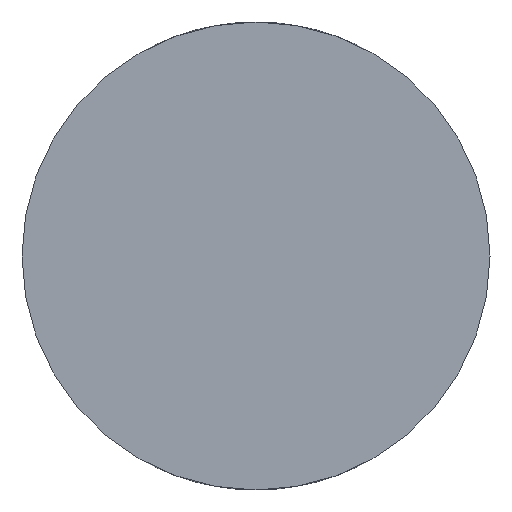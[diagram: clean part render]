
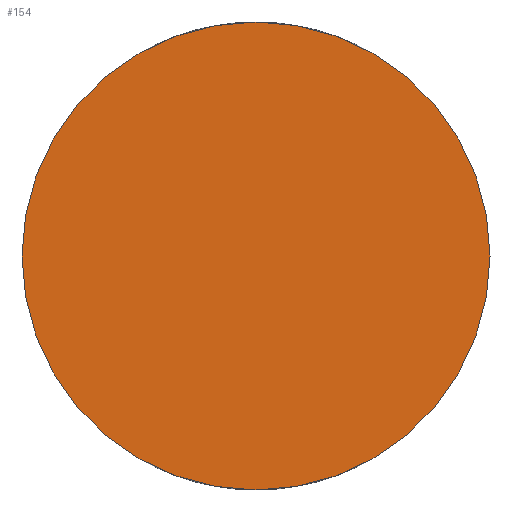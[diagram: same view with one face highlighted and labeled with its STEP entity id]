
A CAD part, left-side view. The second image highlights one B-rep face of the part: STEP entity #154.
In plain terms, the highlighted planar face has unit normal (-1, 0, 0).
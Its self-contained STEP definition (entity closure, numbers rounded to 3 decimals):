
#15 = DIRECTION ( 'NONE',  ( 0., 0., -1. ) ) ;
#21 = ORIENTED_EDGE ( 'NONE', *, *, #46, .T. ) ;
#22 = FACE_OUTER_BOUND ( 'NONE', #170, .T. ) ;
#29 = CARTESIAN_POINT ( 'NONE',  ( 57.532, 32.611, 12.5 ) ) ;
#46 = EDGE_CURVE ( 'NONE', #84, #52, #169, .T. ) ;
#52 = VERTEX_POINT ( 'NONE', #62 ) ;
#57 = ORIENTED_EDGE ( 'NONE', *, *, #60, .T. ) ;
#60 = EDGE_CURVE ( 'NONE', #52, #84, #92, .T. ) ;
#62 = CARTESIAN_POINT ( 'NONE',  ( 57.532, 32.611, -12.5 ) ) ;
#69 = CARTESIAN_POINT ( 'NONE',  ( 57.532, 32.611, 0. ) ) ;
#75 = DIRECTION ( 'NONE',  ( 1., 0., 0. ) ) ;
#76 = DIRECTION ( 'NONE',  ( -1., 0., 0. ) ) ;
#84 = VERTEX_POINT ( 'NONE', #29 ) ;
#86 = DIRECTION ( 'NONE',  ( 0., 0., 1. ) ) ;
#92 = CIRCLE ( 'NONE', #140, 12.5 ) ;
#103 = DIRECTION ( 'NONE',  ( -1., 0., 0. ) ) ;
#120 = CARTESIAN_POINT ( 'NONE',  ( 57.532, 32.611, 0. ) ) ;
#130 = AXIS2_PLACEMENT_3D ( 'NONE', #69, #103, #86 ) ;
#140 = AXIS2_PLACEMENT_3D ( 'NONE', #163, #76, #180 ) ;
#154 = ADVANCED_FACE ( 'NONE', ( #22 ), #176, .F. ) ;
#163 = CARTESIAN_POINT ( 'NONE',  ( 57.532, 32.611, 0. ) ) ;
#169 = CIRCLE ( 'NONE', #130, 12.5 ) ;
#170 = EDGE_LOOP ( 'NONE', ( #21, #57 ) ) ;
#176 = PLANE ( 'NONE',  #177 ) ;
#177 = AXIS2_PLACEMENT_3D ( 'NONE', #120, #75, #15 ) ;
#180 = DIRECTION ( 'NONE',  ( 0., 0., 1. ) ) ;
